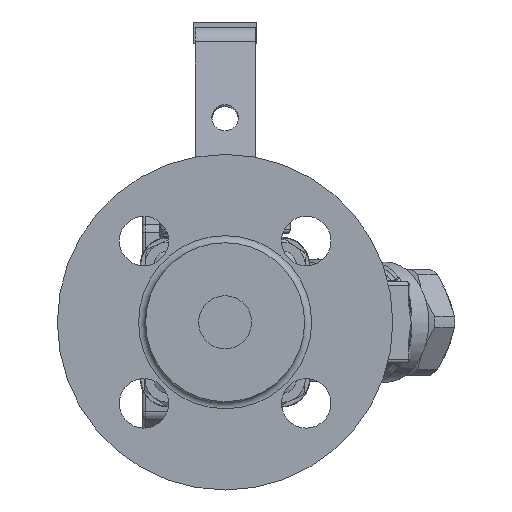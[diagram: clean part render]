
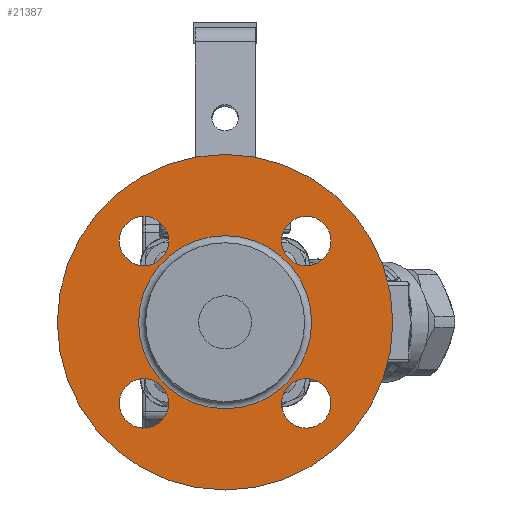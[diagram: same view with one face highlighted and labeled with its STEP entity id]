
A CAD part, left-side view. The second image highlights one B-rep face of the part: STEP entity #21387.
In plain terms, the highlighted planar face has unit normal (-1, 0, 0).
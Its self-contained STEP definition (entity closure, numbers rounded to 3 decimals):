
#4452=FACE_BOUND('',#5928,.T.);
#4453=FACE_BOUND('',#5929,.T.);
#4454=FACE_BOUND('',#5930,.T.);
#4455=FACE_BOUND('',#5931,.T.);
#4456=FACE_BOUND('',#5932,.T.);
#4588=FACE_OUTER_BOUND('',#5927,.T.);
#5927=EDGE_LOOP('',(#14240,#14241));
#5928=EDGE_LOOP('',(#14242,#14243));
#5929=EDGE_LOOP('',(#14244,#14245));
#5930=EDGE_LOOP('',(#14246,#14247));
#5931=EDGE_LOOP('',(#14248,#14249));
#5932=EDGE_LOOP('',(#14250));
#7391=CIRCLE('',#22801,24.5);
#7392=CIRCLE('',#22803,47.5);
#7393=CIRCLE('',#22804,47.5);
#7394=CIRCLE('',#22805,7.);
#7395=CIRCLE('',#22806,7.);
#7396=CIRCLE('',#22807,7.);
#7397=CIRCLE('',#22808,7.);
#7398=CIRCLE('',#22809,7.);
#7399=CIRCLE('',#22810,7.);
#7400=CIRCLE('',#22811,7.);
#7401=CIRCLE('',#22812,7.);
#8651=VERTEX_POINT('',#31894);
#8652=VERTEX_POINT('',#31898);
#8653=VERTEX_POINT('',#31899);
#8654=VERTEX_POINT('',#31902);
#8655=VERTEX_POINT('',#31903);
#8656=VERTEX_POINT('',#31906);
#8657=VERTEX_POINT('',#31907);
#8658=VERTEX_POINT('',#31910);
#8659=VERTEX_POINT('',#31911);
#8660=VERTEX_POINT('',#31914);
#8661=VERTEX_POINT('',#31915);
#10778=EDGE_CURVE('',#8651,#8651,#7391,.T.);
#10779=EDGE_CURVE('',#8652,#8653,#7392,.T.);
#10780=EDGE_CURVE('',#8653,#8652,#7393,.T.);
#10781=EDGE_CURVE('',#8654,#8655,#7394,.T.);
#10782=EDGE_CURVE('',#8655,#8654,#7395,.T.);
#10783=EDGE_CURVE('',#8656,#8657,#7396,.T.);
#10784=EDGE_CURVE('',#8657,#8656,#7397,.T.);
#10785=EDGE_CURVE('',#8658,#8659,#7398,.T.);
#10786=EDGE_CURVE('',#8659,#8658,#7399,.T.);
#10787=EDGE_CURVE('',#8660,#8661,#7400,.T.);
#10788=EDGE_CURVE('',#8661,#8660,#7401,.T.);
#14240=ORIENTED_EDGE('',*,*,#10779,.F.);
#14241=ORIENTED_EDGE('',*,*,#10780,.F.);
#14242=ORIENTED_EDGE('',*,*,#10781,.T.);
#14243=ORIENTED_EDGE('',*,*,#10782,.T.);
#14244=ORIENTED_EDGE('',*,*,#10783,.T.);
#14245=ORIENTED_EDGE('',*,*,#10784,.T.);
#14246=ORIENTED_EDGE('',*,*,#10785,.T.);
#14247=ORIENTED_EDGE('',*,*,#10786,.T.);
#14248=ORIENTED_EDGE('',*,*,#10787,.T.);
#14249=ORIENTED_EDGE('',*,*,#10788,.T.);
#14250=ORIENTED_EDGE('',*,*,#10778,.F.);
#20873=PLANE('',#22802);
#21387=ADVANCED_FACE('',(#4588,#4452,#4453,#4454,#4455,#4456),#20873,.F.);
#22801=AXIS2_PLACEMENT_3D('',#31896,#25526,#25527);
#22802=AXIS2_PLACEMENT_3D('',#31897,#25528,#25529);
#22803=AXIS2_PLACEMENT_3D('',#31900,#25530,#25531);
#22804=AXIS2_PLACEMENT_3D('',#31901,#25532,#25533);
#22805=AXIS2_PLACEMENT_3D('',#31904,#25534,#25535);
#22806=AXIS2_PLACEMENT_3D('',#31905,#25536,#25537);
#22807=AXIS2_PLACEMENT_3D('',#31908,#25538,#25539);
#22808=AXIS2_PLACEMENT_3D('',#31909,#25540,#25541);
#22809=AXIS2_PLACEMENT_3D('',#31912,#25542,#25543);
#22810=AXIS2_PLACEMENT_3D('',#31913,#25544,#25545);
#22811=AXIS2_PLACEMENT_3D('',#31916,#25546,#25547);
#22812=AXIS2_PLACEMENT_3D('',#31917,#25548,#25549);
#25526=DIRECTION('center_axis',(-1.,0.,0.));
#25527=DIRECTION('ref_axis',(0.,0.,
1.));
#25528=DIRECTION('center_axis',(1.,0.,0.));
#25529=DIRECTION('ref_axis',(0.,0.,1.));
#25530=DIRECTION('center_axis',(1.,0.,0.));
#25531=DIRECTION('ref_axis',(0.,0.,1.));
#25532=DIRECTION('center_axis',(1.,0.,0.));
#25533=DIRECTION('ref_axis',(0.,0.,1.));
#25534=DIRECTION('center_axis',(1.,0.,0.));
#25535=DIRECTION('ref_axis',(0.,0.,-1.));
#25536=DIRECTION('center_axis',(1.,0.,0.));
#25537=DIRECTION('ref_axis',(0.,0.,-1.));
#25538=DIRECTION('center_axis',(1.,0.,0.));
#25539=DIRECTION('ref_axis',(0.,1.,0.));
#25540=DIRECTION('center_axis',(1.,0.,0.));
#25541=DIRECTION('ref_axis',(0.,1.,0.));
#25542=DIRECTION('center_axis',(1.,0.,0.));
#25543=DIRECTION('ref_axis',(0.,0.,
1.));
#25544=DIRECTION('center_axis',(1.,0.,0.));
#25545=DIRECTION('ref_axis',(0.,0.,
1.));
#25546=DIRECTION('center_axis',(1.,0.,0.));
#25547=DIRECTION('ref_axis',(0.,-1.,0.));
#25548=DIRECTION('center_axis',(1.,0.,0.));
#25549=DIRECTION('ref_axis',(0.,-1.,0.));
#31894=CARTESIAN_POINT('',(-162.835,29.163,-24.25));
#31896=CARTESIAN_POINT('Origin',(-162.835,29.163,0.25));
#31897=CARTESIAN_POINT('Origin',(-162.835,29.163,0.25));
#31898=CARTESIAN_POINT('',(-162.835,29.163,47.75));
#31899=CARTESIAN_POINT('',(-162.835,29.163,-47.25));
#31900=CARTESIAN_POINT('Origin',(-162.835,29.163,0.25));
#31901=CARTESIAN_POINT('Origin',(-162.835,29.163,0.25));
#31902=CARTESIAN_POINT('',(-162.835,6.182,-29.731));
#31903=CARTESIAN_POINT('',(-162.835,6.182,-15.731));
#31904=CARTESIAN_POINT('Origin',(-162.835,6.182,-22.731));
#31905=CARTESIAN_POINT('Origin',(-162.835,6.182,-22.731));
#31906=CARTESIAN_POINT('',(-162.835,59.144,-22.731));
#31907=CARTESIAN_POINT('',(-162.835,45.144,-22.731));
#31908=CARTESIAN_POINT('Origin',(-162.835,52.144,-22.731));
#31909=CARTESIAN_POINT('Origin',(-162.835,52.144,-22.731));
#31910=CARTESIAN_POINT('',(-162.835,52.144,30.231));
#31911=CARTESIAN_POINT('',(-162.835,52.144,16.231));
#31912=CARTESIAN_POINT('Origin',(-162.835,52.144,23.231));
#31913=CARTESIAN_POINT('Origin',(-162.835,52.144,23.231));
#31914=CARTESIAN_POINT('',(-162.835,-0.818,23.231));
#31915=CARTESIAN_POINT('',(-162.835,13.182,23.231));
#31916=CARTESIAN_POINT('Origin',(-162.835,6.182,23.231));
#31917=CARTESIAN_POINT('Origin',(-162.835,6.182,23.231));
